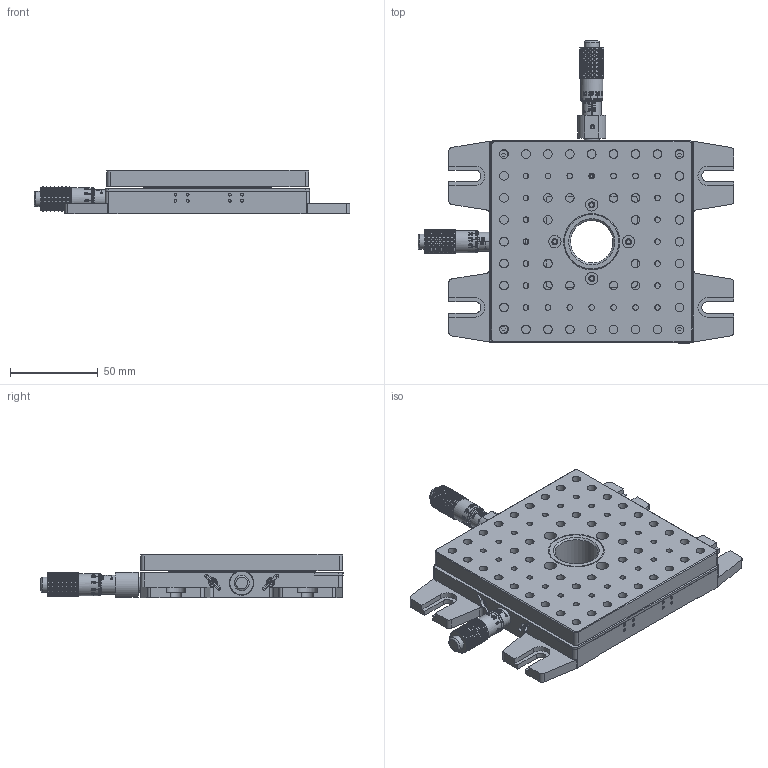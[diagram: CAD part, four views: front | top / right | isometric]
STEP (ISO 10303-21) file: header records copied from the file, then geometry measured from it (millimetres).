
FILE_DESCRIPTION(/* description */ (''),/* implementation_level */ '2;1');
FILE_NAME(/* name */ '02-HTP-XY.stp',/* time_stamp */ '2022-07-27T16:17:11+03:00',/* author */ ('atupikov'),/* organization */ (''),/* preprocessor_version */ 'ST-DEVELOPER v18',/* originating_system */ 'Autodesk Inventor 2020',/* authorisation */ '');
FILE_SCHEMA (('AUTOMOTIVE_DESIGN { 1 0 10303 214 3 1 1 }'));
Products named in the file (1): 02HTP-XY(R)_Shrinkwrap_1
Bounding box: 180.06 x 172.26 x 25 mm (x, y, z)
Volume: 242836.3 mm3; surface area: 114545.8 mm2
Topology: 8 solids, 9 shells, 7049 faces, 21676 edges, 13250 vertices
Faces by surface type: plane 5906, cylinder 614, bspline 488, cone 25, torus 12, sphere 4
Full cylindrical faces by diameter (mm): 0.7 x6, 1 x2, 1.567 x12, 2 x13, 2.459 x11, 3.1 x2, 3.2 x6, 3.242 x24, 3.5 x4, 4 x4, 4.917 x44, 5 x11, 5.35 x4, 5.5 x2, 6 x1, 7 x4, 8.5 x1, 8.66 x2, 9.5 x2, 11 x2, 12.7 x2, 24.257 x1, 32 x1
Entity records: 263920 total; most frequent: CARTESIAN_POINT 63870, ORIENTED_EDGE 43624, DIRECTION 35970, EDGE_CURVE 21812, LINE 18634, VECTOR 18634, VERTEX_POINT 13380, AXIS2_PLACEMENT_3D 8668
